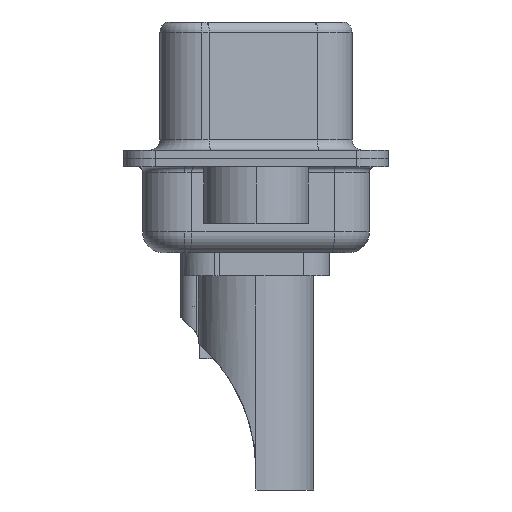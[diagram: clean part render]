
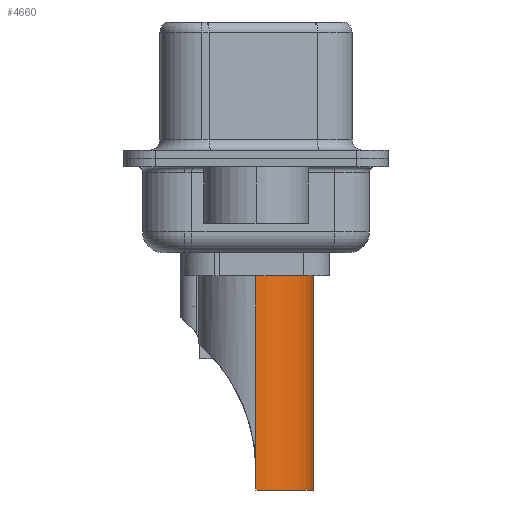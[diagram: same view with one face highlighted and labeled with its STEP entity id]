
A CAD part, left-side view. The second image highlights one B-rep face of the part: STEP entity #4660.
In plain terms, the highlighted cylindrical face has radius 2.75 mm (diameter 5.5 mm), a partial arc.
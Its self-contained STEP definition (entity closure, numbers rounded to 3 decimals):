
#522 = ORIENTED_EDGE ( 'NONE', *, *, #3120, .F. ) ;
#602 = DIRECTION ( 'NONE',  ( 0., 0., 1. ) ) ;
#988 = CARTESIAN_POINT ( 'NONE',  ( 0., 0., 1.5 ) ) ;
#990 = DIRECTION ( 'NONE',  ( 0., 0., 1. ) ) ;
#1076 = VERTEX_POINT ( 'NONE', #8341 ) ;
#1171 = VERTEX_POINT ( 'NONE', #5485 ) ;
#1215 = VERTEX_POINT ( 'NONE', #5484 ) ;
#1349 = VECTOR ( 'NONE', #9735, 1000. ) ;
#1675 = EDGE_CURVE ( 'NONE', #10795, #1076, #10742, .T. ) ;
#2421 = VECTOR ( 'NONE', #8254, 1000. ) ;
#3120 = EDGE_CURVE ( 'NONE', #16363, #1171, #18797, .T. ) ;
#3646 = ORIENTED_EDGE ( 'NONE', *, *, #8443, .T. ) ;
#3862 = DIRECTION ( 'NONE',  ( 1., 0., 0. ) ) ;
#4383 = DIRECTION ( 'NONE',  ( 0., 0., -1. ) ) ;
#4660 = ADVANCED_FACE ( 'NONE', ( #9373 ), #12626, .T. ) ;
#5484 = CARTESIAN_POINT ( 'NONE',  ( -2.75, 0., -8.7 ) ) ;
#5485 = CARTESIAN_POINT ( 'NONE',  ( 2.75, 0., -8.7 ) ) ;
#5603 = ORIENTED_EDGE ( 'NONE', *, *, #19892, .T. ) ;
#5740 = EDGE_CURVE ( 'NONE', #16363, #1076, #14051, .T. ) ;
#5949 = DIRECTION ( 'NONE',  ( 0., 0., 1. ) ) ;
#6208 = VECTOR ( 'NONE', #5949, 1000. ) ;
#7309 = DIRECTION ( 'NONE',  ( 1., 0., 0. ) ) ;
#7715 = ORIENTED_EDGE ( 'NONE', *, *, #1675, .F. ) ;
#8254 = DIRECTION ( 'NONE',  ( 0., 0., -1. ) ) ;
#8341 = CARTESIAN_POINT ( 'NONE',  ( 2.75, 0., 1.5 ) ) ;
#8443 = EDGE_CURVE ( 'NONE', #8865, #1215, #17898, .T. ) ;
#8842 = CARTESIAN_POINT ( 'NONE',  ( -2.75, 0., -7.764 ) ) ;
#8865 = VERTEX_POINT ( 'NONE', #8842 ) ;
#9033 = CARTESIAN_POINT ( 'NONE',  ( 0., 0., 4.234 ) ) ;
#9373 = FACE_OUTER_BOUND ( 'NONE', #20387, .T. ) ;
#9735 = DIRECTION ( 'NONE',  ( 0., 0., 1. ) ) ;
#10093 = CARTESIAN_POINT ( 'NONE',  ( 2.75, 0., 4.234 ) ) ;
#10166 = CARTESIAN_POINT ( 'NONE',  ( 0., 0., -8.7 ) ) ;
#10464 = LINE ( 'NONE', #15474, #6208 ) ;
#10718 = CIRCLE ( 'NONE', #18175, 2.75 ) ;
#10742 = CIRCLE ( 'NONE', #11267, 2.75 ) ;
#10795 = VERTEX_POINT ( 'NONE', #11727 ) ;
#11093 = EDGE_CURVE ( 'NONE', #8865, #10795, #10464, .T. ) ;
#11267 = AXIS2_PLACEMENT_3D ( 'NONE', #988, #990, #7309 ) ;
#11727 = CARTESIAN_POINT ( 'NONE',  ( -2.75, 0., 1.5 ) ) ;
#11776 = DIRECTION ( 'NONE',  ( 1., 0., 0. ) ) ;
#11815 = CARTESIAN_POINT ( 'NONE',  ( 2.75, 0., -8.7 ) ) ;
#11855 = AXIS2_PLACEMENT_3D ( 'NONE', #9033, #13141, #3862 ) ;
#12626 = CYLINDRICAL_SURFACE ( 'NONE', #11855, 2.75 ) ;
#13141 = DIRECTION ( 'NONE',  ( 0., 0., 1. ) ) ;
#13841 = ORIENTED_EDGE ( 'NONE', *, *, #11093, .F. ) ;
#13943 = CARTESIAN_POINT ( 'NONE',  ( -2.75, 0., -8.7 ) ) ;
#14051 = LINE ( 'NONE', #10093, #1349 ) ;
#15189 = VECTOR ( 'NONE', #4383, 1000. ) ;
#15474 = CARTESIAN_POINT ( 'NONE',  ( -2.75, 0., 4.234 ) ) ;
#16363 = VERTEX_POINT ( 'NONE', #16713 ) ;
#16713 = CARTESIAN_POINT ( 'NONE',  ( 2.75, 0., -7.764 ) ) ;
#17898 = LINE ( 'NONE', #13943, #15189 ) ;
#18175 = AXIS2_PLACEMENT_3D ( 'NONE', #10166, #602, #11776 ) ;
#18797 = LINE ( 'NONE', #11815, #2421 ) ;
#19649 = ORIENTED_EDGE ( 'NONE', *, *, #5740, .T. ) ;
#19892 = EDGE_CURVE ( 'NONE', #1215, #1171, #10718, .T. ) ;
#20387 = EDGE_LOOP ( 'NONE', ( #13841, #3646, #5603, #522, #19649, #7715 ) ) ;
